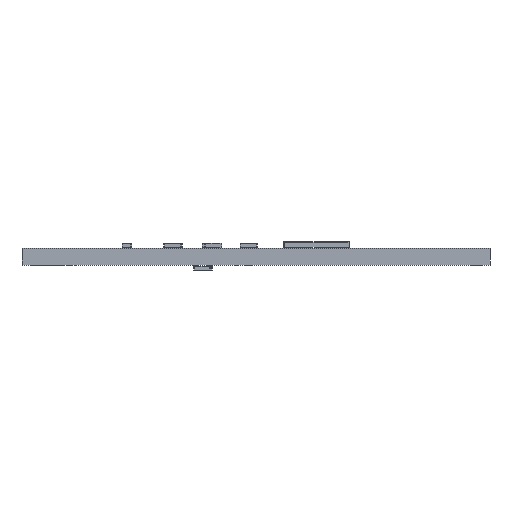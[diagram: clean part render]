
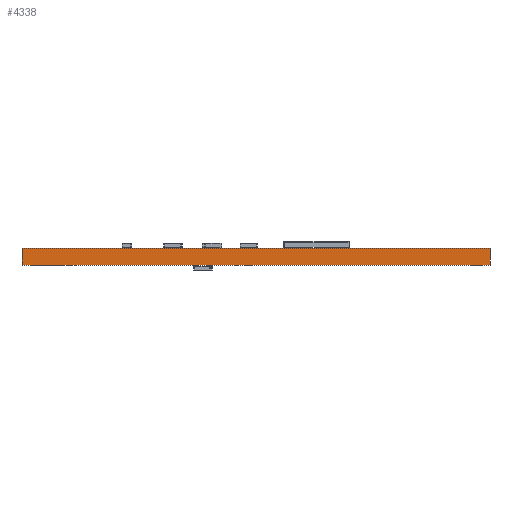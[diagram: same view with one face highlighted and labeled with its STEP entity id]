
A CAD part, front view. The second image highlights one B-rep face of the part: STEP entity #4338.
In plain terms, the highlighted planar face has unit normal (0, -1, 0).
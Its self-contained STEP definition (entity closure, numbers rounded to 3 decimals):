
#4222 = EDGE_CURVE('',#4223,#4225,#4227,.T.);
#4223 = VERTEX_POINT('',#4224);
#4224 = CARTESIAN_POINT('',(140.25,-161.35,0.));
#4225 = VERTEX_POINT('',#4226);
#4226 = CARTESIAN_POINT('',(140.25,-161.35,1.6));
#4227 = SURFACE_CURVE('',#4228,(#4232,#4244),.PCURVE_S1.);
#4228 = LINE('',#4229,#4230);
#4229 = CARTESIAN_POINT('',(140.25,-161.35,0.));
#4230 = VECTOR('',#4231,1.);
#4231 = DIRECTION('',(0.,0.,1.));
#4232 = PCURVE('',#4233,#4238);
#4233 = PLANE('',#4234);
#4234 = AXIS2_PLACEMENT_3D('',#4235,#4236,#4237);
#4235 = CARTESIAN_POINT('',(140.25,-161.35,0.));
#4236 = DIRECTION('',(-1.,0.,0.));
#4237 = DIRECTION('',(0.,1.,0.));
#4238 = DEFINITIONAL_REPRESENTATION('',(#4239),#4243);
#4239 = LINE('',#4240,#4241);
#4240 = CARTESIAN_POINT('',(0.,0.));
#4241 = VECTOR('',#4242,1.);
#4242 = DIRECTION('',(0.,-1.));
#4243 = ( GEOMETRIC_REPRESENTATION_CONTEXT(2) 
PARAMETRIC_REPRESENTATION_CONTEXT() REPRESENTATION_CONTEXT('2D SPACE',''
  ) );
#4244 = PCURVE('',#4245,#4250);
#4245 = PLANE('',#4246);
#4246 = AXIS2_PLACEMENT_3D('',#4247,#4248,#4249);
#4247 = CARTESIAN_POINT('',(95.8,-161.35,0.));
#4248 = DIRECTION('',(0.,1.,0.));
#4249 = DIRECTION('',(1.,0.,0.));
#4250 = DEFINITIONAL_REPRESENTATION('',(#4251),#4255);
#4251 = LINE('',#4252,#4253);
#4252 = CARTESIAN_POINT('',(44.45,0.));
#4253 = VECTOR('',#4254,1.);
#4254 = DIRECTION('',(0.,-1.));
#4255 = ( GEOMETRIC_REPRESENTATION_CONTEXT(2) 
PARAMETRIC_REPRESENTATION_CONTEXT() REPRESENTATION_CONTEXT('2D SPACE',''
  ) );
#4273 = PLANE('',#4274);
#4274 = AXIS2_PLACEMENT_3D('',#4275,#4276,#4277);
#4275 = CARTESIAN_POINT('',(118.025,-132.975,1.6));
#4276 = DIRECTION('',(0.,0.,1.));
#4277 = DIRECTION('',(1.,0.,0.));
#4327 = PLANE('',#4328);
#4328 = AXIS2_PLACEMENT_3D('',#4329,#4330,#4331);
#4329 = CARTESIAN_POINT('',(118.025,-132.975,0.));
#4330 = DIRECTION('',(0.,0.,1.));
#4331 = DIRECTION('',(1.,0.,0.));
#4338 = ADVANCED_FACE('',(#4339),#4245,.F.);
#4339 = FACE_BOUND('',#4340,.F.);
#4340 = EDGE_LOOP('',(#4341,#4371,#4392,#4393));
#4341 = ORIENTED_EDGE('',*,*,#4342,.T.);
#4342 = EDGE_CURVE('',#4343,#4345,#4347,.T.);
#4343 = VERTEX_POINT('',#4344);
#4344 = CARTESIAN_POINT('',(95.8,-161.35,0.));
#4345 = VERTEX_POINT('',#4346);
#4346 = CARTESIAN_POINT('',(95.8,-161.35,1.6));
#4347 = SURFACE_CURVE('',#4348,(#4352,#4359),.PCURVE_S1.);
#4348 = LINE('',#4349,#4350);
#4349 = CARTESIAN_POINT('',(95.8,-161.35,0.));
#4350 = VECTOR('',#4351,1.);
#4351 = DIRECTION('',(0.,0.,1.));
#4352 = PCURVE('',#4245,#4353);
#4353 = DEFINITIONAL_REPRESENTATION('',(#4354),#4358);
#4354 = LINE('',#4355,#4356);
#4355 = CARTESIAN_POINT('',(0.,0.));
#4356 = VECTOR('',#4357,1.);
#4357 = DIRECTION('',(0.,-1.));
#4358 = ( GEOMETRIC_REPRESENTATION_CONTEXT(2) 
PARAMETRIC_REPRESENTATION_CONTEXT() REPRESENTATION_CONTEXT('2D SPACE',''
  ) );
#4359 = PCURVE('',#4360,#4365);
#4360 = PLANE('',#4361);
#4361 = AXIS2_PLACEMENT_3D('',#4362,#4363,#4364);
#4362 = CARTESIAN_POINT('',(95.8,-104.6,0.));
#4363 = DIRECTION('',(1.,0.,0.));
#4364 = DIRECTION('',(0.,-1.,0.));
#4365 = DEFINITIONAL_REPRESENTATION('',(#4366),#4370);
#4366 = LINE('',#4367,#4368);
#4367 = CARTESIAN_POINT('',(56.75,0.));
#4368 = VECTOR('',#4369,1.);
#4369 = DIRECTION('',(0.,-1.));
#4370 = ( GEOMETRIC_REPRESENTATION_CONTEXT(2) 
PARAMETRIC_REPRESENTATION_CONTEXT() REPRESENTATION_CONTEXT('2D SPACE',''
  ) );
#4371 = ORIENTED_EDGE('',*,*,#4372,.T.);
#4372 = EDGE_CURVE('',#4345,#4225,#4373,.T.);
#4373 = SURFACE_CURVE('',#4374,(#4378,#4385),.PCURVE_S1.);
#4374 = LINE('',#4375,#4376);
#4375 = CARTESIAN_POINT('',(95.8,-161.35,1.6));
#4376 = VECTOR('',#4377,1.);
#4377 = DIRECTION('',(1.,0.,0.));
#4378 = PCURVE('',#4245,#4379);
#4379 = DEFINITIONAL_REPRESENTATION('',(#4380),#4384);
#4380 = LINE('',#4381,#4382);
#4381 = CARTESIAN_POINT('',(0.,-1.6));
#4382 = VECTOR('',#4383,1.);
#4383 = DIRECTION('',(1.,0.));
#4384 = ( GEOMETRIC_REPRESENTATION_CONTEXT(2) 
PARAMETRIC_REPRESENTATION_CONTEXT() REPRESENTATION_CONTEXT('2D SPACE',''
  ) );
#4385 = PCURVE('',#4273,#4386);
#4386 = DEFINITIONAL_REPRESENTATION('',(#4387),#4391);
#4387 = LINE('',#4388,#4389);
#4388 = CARTESIAN_POINT('',(-22.225,-28.375));
#4389 = VECTOR('',#4390,1.);
#4390 = DIRECTION('',(1.,0.));
#4391 = ( GEOMETRIC_REPRESENTATION_CONTEXT(2) 
PARAMETRIC_REPRESENTATION_CONTEXT() REPRESENTATION_CONTEXT('2D SPACE',''
  ) );
#4392 = ORIENTED_EDGE('',*,*,#4222,.F.);
#4393 = ORIENTED_EDGE('',*,*,#4394,.F.);
#4394 = EDGE_CURVE('',#4343,#4223,#4395,.T.);
#4395 = SURFACE_CURVE('',#4396,(#4400,#4407),.PCURVE_S1.);
#4396 = LINE('',#4397,#4398);
#4397 = CARTESIAN_POINT('',(95.8,-161.35,0.));
#4398 = VECTOR('',#4399,1.);
#4399 = DIRECTION('',(1.,0.,0.));
#4400 = PCURVE('',#4245,#4401);
#4401 = DEFINITIONAL_REPRESENTATION('',(#4402),#4406);
#4402 = LINE('',#4403,#4404);
#4403 = CARTESIAN_POINT('',(0.,0.));
#4404 = VECTOR('',#4405,1.);
#4405 = DIRECTION('',(1.,0.));
#4406 = ( GEOMETRIC_REPRESENTATION_CONTEXT(2) 
PARAMETRIC_REPRESENTATION_CONTEXT() REPRESENTATION_CONTEXT('2D SPACE',''
  ) );
#4407 = PCURVE('',#4327,#4408);
#4408 = DEFINITIONAL_REPRESENTATION('',(#4409),#4413);
#4409 = LINE('',#4410,#4411);
#4410 = CARTESIAN_POINT('',(-22.225,-28.375));
#4411 = VECTOR('',#4412,1.);
#4412 = DIRECTION('',(1.,0.));
#4413 = ( GEOMETRIC_REPRESENTATION_CONTEXT(2) 
PARAMETRIC_REPRESENTATION_CONTEXT() REPRESENTATION_CONTEXT('2D SPACE',''
  ) );
